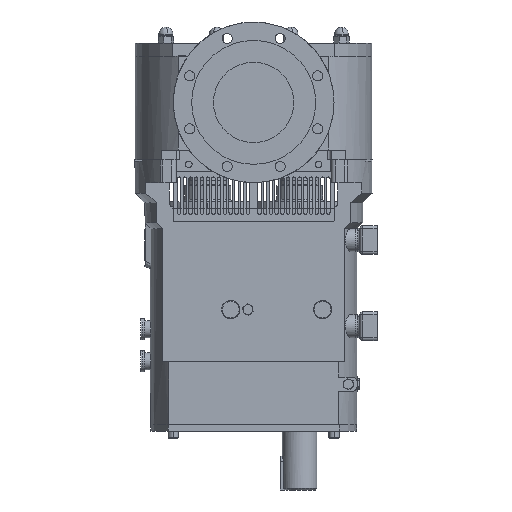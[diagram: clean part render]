
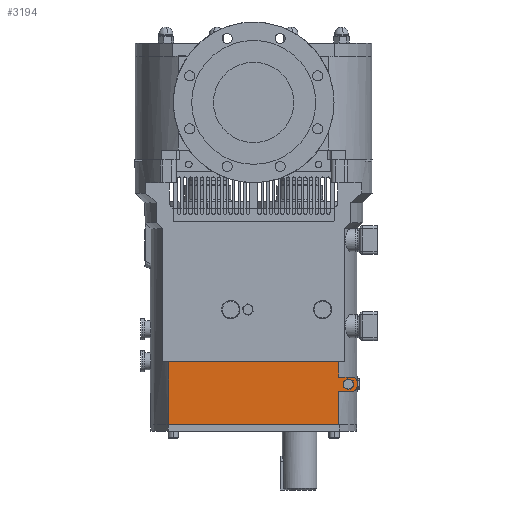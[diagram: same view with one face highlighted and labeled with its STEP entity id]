
A CAD part, left-side view. The second image highlights one B-rep face of the part: STEP entity #3194.
In plain terms, the highlighted planar face has unit normal (-1, 0, 0).
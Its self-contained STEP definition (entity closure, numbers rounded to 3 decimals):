
#52 = FACE_OUTER_BOUND ( 'NONE', #13605, .T. ) ;
#279 = VERTEX_POINT ( 'NONE', #7257 ) ;
#1168 = LINE ( 'NONE', #42027, #21869 ) ;
#1378 = LINE ( 'NONE', #1592, #32714 ) ;
#1500 = VECTOR ( 'NONE', #33384, 1000. ) ;
#1592 = CARTESIAN_POINT ( 'NONE',  ( -102.5, -167.146, 59.55 ) ) ;
#1991 = ORIENTED_EDGE ( 'NONE', *, *, #23590, .F. ) ;
#2049 = DIRECTION ( 'NONE',  ( 0., -1., 0. ) ) ;
#2059 = CARTESIAN_POINT ( 'NONE',  ( -102.5, -157.585, 56.591 ) ) ;
#2229 = EDGE_CURVE ( 'NONE', #9218, #14200, #18406, .T. ) ;
#2994 = VERTEX_POINT ( 'NONE', #34158 ) ;
#3096 = LINE ( 'NONE', #29610, #38359 ) ;
#3194 = ADVANCED_FACE ( 'NONE', ( #29654, #52 ), #23665, .F. ) ;
#3397 = DIRECTION ( 'NONE',  ( 0., 0.818, -0.575 ) ) ;
#3699 = ORIENTED_EDGE ( 'NONE', *, *, #4353, .T. ) ;
#3720 = CARTESIAN_POINT ( 'NONE',  ( -102.5, -174.663, 58.109 ) ) ;
#3728 = CARTESIAN_POINT ( 'NONE',  ( -102.5, -172., 57.5 ) ) ;
#4151 = VERTEX_POINT ( 'NONE', #43581 ) ;
#4353 = EDGE_CURVE ( 'NONE', #16565, #9218, #1378, .T. ) ;
#4514 = EDGE_CURVE ( 'NONE', #14200, #24908, #3096, .T. ) ;
#4586 = LINE ( 'NONE', #3720, #39354 ) ;
#5287 = LINE ( 'NONE', #28923, #18946 ) ;
#5733 = VERTEX_POINT ( 'NONE', #39731 ) ;
#6210 = VERTEX_POINT ( 'NONE', #20639 ) ;
#6770 = CARTESIAN_POINT ( 'NONE',  ( -102.5, -174.371, 75.098 ) ) ;
#7120 = CARTESIAN_POINT ( 'NONE',  ( -102.5, -147.965, 93. ) ) ;
#7123 = ORIENTED_EDGE ( 'NONE', *, *, #32390, .T. ) ;
#7257 = CARTESIAN_POINT ( 'NONE',  ( -102.5, -180., 74.5 ) ) ;
#7416 = ORIENTED_EDGE ( 'NONE', *, *, #10298, .F. ) ;
#7516 = CARTESIAN_POINT ( 'NONE',  ( -102.5, -156.023, 74.171 ) ) ;
#7745 = ORIENTED_EDGE ( 'NONE', *, *, #4514, .T. ) ;
#8772 = DIRECTION ( 'NONE',  ( 0., -1., 0. ) ) ;
#9066 = CARTESIAN_POINT ( 'NONE',  ( -102.5, -147.965, 0. ) ) ;
#9218 = VERTEX_POINT ( 'NONE', #20275 ) ;
#9561 = LINE ( 'NONE', #23017, #29401 ) ;
#10298 = EDGE_CURVE ( 'NONE', #4151, #12992, #42486, .T. ) ;
#10391 = ORIENTED_EDGE ( 'NONE', *, *, #29053, .T. ) ;
#11697 = DIRECTION ( 'NONE',  ( 0., 0., -1. ) ) ;
#12224 = CARTESIAN_POINT ( 'NONE',  ( -102.5, -147.965, 93. ) ) ;
#12524 = ORIENTED_EDGE ( 'NONE', *, *, #16273, .T. ) ;
#12562 = LINE ( 'NONE', #25602, #19719 ) ;
#12992 = VERTEX_POINT ( 'NONE', #40163 ) ;
#13327 = ORIENTED_EDGE ( 'NONE', *, *, #2229, .T. ) ;
#13605 = EDGE_LOOP ( 'NONE', ( #39131, #10391, #7123, #12524, #24862, #27081, #1991, #32457, #42394, #7416 ) ) ;
#14200 = VERTEX_POINT ( 'NONE', #7516 ) ;
#14463 = ORIENTED_EDGE ( 'NONE', *, *, #32771, .T. ) ;
#15328 = VERTEX_POINT ( 'NONE', #3728 ) ;
#15964 = EDGE_CURVE ( 'NONE', #24908, #31732, #19802, .T. ) ;
#16181 = ORIENTED_EDGE ( 'NONE', *, *, #36227, .T. ) ;
#16273 = EDGE_CURVE ( 'NONE', #279, #41961, #40703, .T. ) ;
#16565 = VERTEX_POINT ( 'NONE', #18618 ) ;
#16586 = VECTOR ( 'NONE', #27095, 1000. ) ;
#16610 = DIRECTION ( 'NONE',  ( 0., -1., 0. ) ) ;
#18406 = LINE ( 'NONE', #2059, #41313 ) ;
#18618 = CARTESIAN_POINT ( 'NONE',  ( -102.5, -165.876, 60.14 ) ) ;
#18946 = VECTOR ( 'NONE', #11697, 1000. ) ;
#19719 = VECTOR ( 'NONE', #36396, 1000. ) ;
#19802 = LINE ( 'NONE', #6770, #16586 ) ;
#19894 = LINE ( 'NONE', #43330, #1500 ) ;
#20085 = DIRECTION ( 'NONE',  ( 0., -0.818, 0.575 ) ) ;
#20168 = CARTESIAN_POINT ( 'NONE',  ( -102.5, -164.73, 59.335 ) ) ;
#20275 = CARTESIAN_POINT ( 'NONE',  ( -102.5, -156.899, 64.311 ) ) ;
#20639 = CARTESIAN_POINT ( 'NONE',  ( -102.5, 147.965, 0. ) ) ;
#20795 = DIRECTION ( 'NONE',  ( 0., 0.907, 0.421 ) ) ;
#21869 = VECTOR ( 'NONE', #2049, 1000. ) ;
#22289 = DIRECTION ( 'NONE',  ( 0., -1., 0. ) ) ;
#22731 = AXIS2_PLACEMENT_3D ( 'NONE', #7120, #43147, #23237 ) ;
#23017 = CARTESIAN_POINT ( 'NONE',  ( -102.5, 147.965, 109. ) ) ;
#23237 = DIRECTION ( 'NONE',  ( 0., 1., 0. ) ) ;
#23563 = VECTOR ( 'NONE', #22289, 1000. ) ;
#23590 = EDGE_CURVE ( 'NONE', #43481, #41149, #9561, .T. ) ;
#23665 = PLANE ( 'NONE',  #22731 ) ;
#24862 = ORIENTED_EDGE ( 'NONE', *, *, #26114, .F. ) ;
#24908 = VERTEX_POINT ( 'NONE', #27875 ) ;
#25423 = EDGE_CURVE ( 'NONE', #41149, #5733, #5287, .T. ) ;
#25602 = CARTESIAN_POINT ( 'NONE',  ( -102.5, -180., 57.5 ) ) ;
#25764 = VERTEX_POINT ( 'NONE', #35444 ) ;
#26114 = EDGE_CURVE ( 'NONE', #5733, #41961, #41699, .T. ) ;
#26497 = CIRCLE ( 'NONE', #32869, 8. ) ;
#27081 = ORIENTED_EDGE ( 'NONE', *, *, #25423, .F. ) ;
#27095 = DIRECTION ( 'NONE',  ( 0., -0.907, -0.421 ) ) ;
#27574 = DIRECTION ( 'NONE',  ( 0., -0.089, -0.996 ) ) ;
#27875 = CARTESIAN_POINT ( 'NONE',  ( -102.5, -164.124, 79.86 ) ) ;
#28094 = EDGE_CURVE ( 'NONE', #43481, #6210, #19894, .T. ) ;
#28557 = DIRECTION ( 'NONE',  ( 0., 0.089, 0.996 ) ) ;
#28923 = CARTESIAN_POINT ( 'NONE',  ( -102.5, -147.965, 93. ) ) ;
#29053 = EDGE_CURVE ( 'NONE', #15328, #2994, #26497, .T. ) ;
#29058 = DIRECTION ( 'NONE',  ( 0., 1., 0. ) ) ;
#29401 = VECTOR ( 'NONE', #16610, 1000. ) ;
#29610 = CARTESIAN_POINT ( 'NONE',  ( -102.5, -154.877, 73.366 ) ) ;
#29654 = FACE_BOUND ( 'NONE', #33537, .T. ) ;
#29794 = CARTESIAN_POINT ( 'NONE',  ( -102.5, -147.965, 109. ) ) ;
#30967 = VECTOR ( 'NONE', #8772, 1000. ) ;
#31343 = CARTESIAN_POINT ( 'NONE',  ( -102.5, 147.965, 109. ) ) ;
#31435 = AXIS2_PLACEMENT_3D ( 'NONE', #39656, #39439, #29058 ) ;
#31732 = VERTEX_POINT ( 'NONE', #43356 ) ;
#31784 = VECTOR ( 'NONE', #3397, 1000. ) ;
#32390 = EDGE_CURVE ( 'NONE', #2994, #279, #12562, .T. ) ;
#32457 = ORIENTED_EDGE ( 'NONE', *, *, #28094, .T. ) ;
#32714 = VECTOR ( 'NONE', #20795, 1000. ) ;
#32771 = EDGE_CURVE ( 'NONE', #25764, #16565, #33655, .T. ) ;
#32869 = AXIS2_PLACEMENT_3D ( 'NONE', #39210, #36118, #38996 ) ;
#32961 = CARTESIAN_POINT ( 'NONE',  ( -102.5, -172., 82.5 ) ) ;
#33080 = EDGE_CURVE ( 'NONE', #4151, #15328, #1168, .T. ) ;
#33384 = DIRECTION ( 'NONE',  ( 0., 0., -1. ) ) ;
#33537 = EDGE_LOOP ( 'NONE', ( #14463, #3699, #13327, #7745, #42214, #16181 ) ) ;
#33655 = LINE ( 'NONE', #20168, #31784 ) ;
#34158 = CARTESIAN_POINT ( 'NONE',  ( -102.5, -180., 65.5 ) ) ;
#35444 = CARTESIAN_POINT ( 'NONE',  ( -102.5, -173.977, 65.829 ) ) ;
#36118 = DIRECTION ( 'NONE',  ( -1., 0., 0. ) ) ;
#36227 = EDGE_CURVE ( 'NONE', #31732, #25764, #4586, .T. ) ;
#36396 = DIRECTION ( 'NONE',  ( 0., 0., 1. ) ) ;
#37471 = EDGE_CURVE ( 'NONE', #6210, #12992, #39749, .T. ) ;
#38124 = VECTOR ( 'NONE', #39161, 1000. ) ;
#38359 = VECTOR ( 'NONE', #20085, 1000. ) ;
#38996 = DIRECTION ( 'NONE',  ( 0., 1., 0. ) ) ;
#39131 = ORIENTED_EDGE ( 'NONE', *, *, #33080, .T. ) ;
#39161 = DIRECTION ( 'NONE',  ( 0., 0., -1. ) ) ;
#39210 = CARTESIAN_POINT ( 'NONE',  ( -102.5, -172., 65.5 ) ) ;
#39354 = VECTOR ( 'NONE', #27574, 1000. ) ;
#39439 = DIRECTION ( 'NONE',  ( -1., 0., 0. ) ) ;
#39656 = CARTESIAN_POINT ( 'NONE',  ( -102.5, -172., 74.5 ) ) ;
#39731 = CARTESIAN_POINT ( 'NONE',  ( -102.5, -147.965, 82.5 ) ) ;
#39749 = LINE ( 'NONE', #9066, #23563 ) ;
#40163 = CARTESIAN_POINT ( 'NONE',  ( -102.5, -147.965, 0. ) ) ;
#40703 = CIRCLE ( 'NONE', #31435, 8. ) ;
#41149 = VERTEX_POINT ( 'NONE', #29794 ) ;
#41313 = VECTOR ( 'NONE', #28557, 1000. ) ;
#41699 = LINE ( 'NONE', #41905, #30967 ) ;
#41905 = CARTESIAN_POINT ( 'NONE',  ( -102.5, 207.001, 82.5 ) ) ;
#41961 = VERTEX_POINT ( 'NONE', #32961 ) ;
#42027 = CARTESIAN_POINT ( 'NONE',  ( -102.5, 207.001, 57.5 ) ) ;
#42214 = ORIENTED_EDGE ( 'NONE', *, *, #15964, .T. ) ;
#42394 = ORIENTED_EDGE ( 'NONE', *, *, #37471, .T. ) ;
#42486 = LINE ( 'NONE', #12224, #38124 ) ;
#43147 = DIRECTION ( 'NONE',  ( 1., 0., 0. ) ) ;
#43330 = CARTESIAN_POINT ( 'NONE',  ( -102.5, 147.965, 93. ) ) ;
#43356 = CARTESIAN_POINT ( 'NONE',  ( -102.5, -173.101, 75.689 ) ) ;
#43481 = VERTEX_POINT ( 'NONE', #31343 ) ;
#43581 = CARTESIAN_POINT ( 'NONE',  ( -102.5, -147.965, 57.5 ) ) ;
